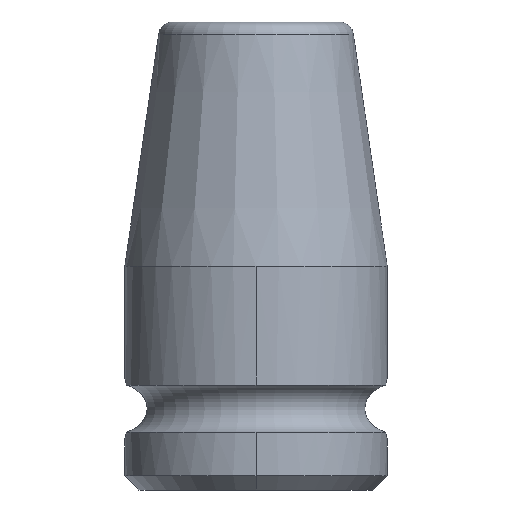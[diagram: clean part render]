
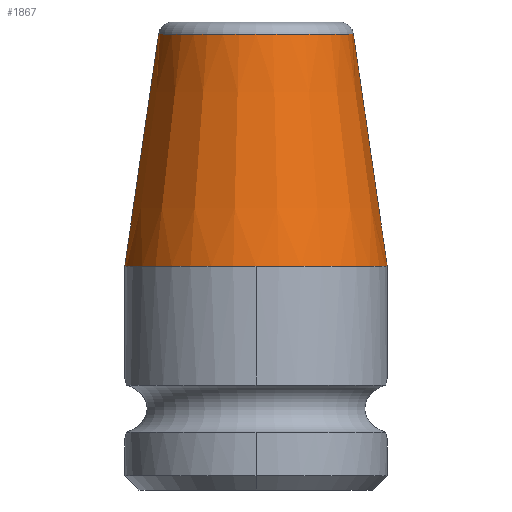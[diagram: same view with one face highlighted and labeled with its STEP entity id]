
A CAD part, left-side view. The second image highlights one B-rep face of the part: STEP entity #1867.
In plain terms, the highlighted conical face has half-angle 8.297 degrees and reference radius 5.619 mm.
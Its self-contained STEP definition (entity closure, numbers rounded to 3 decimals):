
#172=CARTESIAN_POINT('',(0.,0.,11.));
#173=DIRECTION('',(0.,0.,1.));
#174=DIRECTION('',(0.,1.,0.));
#175=AXIS2_PLACEMENT_3D('',#172,#173,#174);
#318=CARTESIAN_POINT('',(0.,0.,11.));
#319=DIRECTION('',(0.,0.,1.));
#320=DIRECTION('',(-1.,0.,0.));
#321=AXIS2_PLACEMENT_3D('',#318,#319,#320);
#826=DIRECTION('',(0.,0.144,-0.99));
#827=VECTOR('',#826,11.522);
#828=CARTESIAN_POINT('',(0.,4.787,
22.401));
#829=LINE('',#828,#827);
#830=DIRECTION('',(0.,-0.144,-0.99));
#831=VECTOR('',#830,11.522);
#832=CARTESIAN_POINT('',(0.,-4.787,
22.401));
#833=LINE('',#832,#831);
#834=CARTESIAN_POINT('',(0.,0.,22.401));
#835=DIRECTION('',(0.,0.,1.));
#836=DIRECTION('',(0.,1.,0.));
#837=AXIS2_PLACEMENT_3D('',#834,#835,#836);
#995=CARTESIAN_POINT('',(0.,6.45,11.));
#996=CARTESIAN_POINT('',(-6.45,0.,11.));
#997=VERTEX_POINT('',#995);
#998=VERTEX_POINT('',#996);
#999=CARTESIAN_POINT('',(0.,-6.45,11.));
#1000=VERTEX_POINT('',#999);
#1007=CARTESIAN_POINT('',(0.,4.787,22.401));
#1008=CARTESIAN_POINT('',(0.,-4.787,22.401));
#1009=VERTEX_POINT('',#1007);
#1010=VERTEX_POINT('',#1008);
#1855=CARTESIAN_POINT('',(0.,0.,16.701));
#1856=DIRECTION('',(0.,0.,-1.));
#1857=DIRECTION('',(0.,-1.,0.));
#1858=AXIS2_PLACEMENT_3D('',#1855,#1856,#1857);
#1859=CONICAL_SURFACE('',#1858,5.619,8.297);
#1860=ORIENTED_EDGE('',*,*,#1820,.T.);
#1861=ORIENTED_EDGE('',*,*,#1850,.T.);
#1862=ORIENTED_EDGE('',*,*,#1200,.F.);
#1863=ORIENTED_EDGE('',*,*,#1133,.F.);
#1864=ORIENTED_EDGE('',*,*,#1846,.F.);
#1865=EDGE_LOOP('',(#1860,#1861,#1862,#1863,#1864));
#1866=FACE_OUTER_BOUND('',#1865,.F.);
#1867=ADVANCED_FACE('',(#1866),#1859,.T.);
#176=CIRCLE('',#175,6.45);
#322=CIRCLE('',#321,6.45);
#838=CIRCLE('',#837,4.787);
#1133=EDGE_CURVE('',#997,#998,#176,.T.);
#1200=EDGE_CURVE('',#998,#1000,#322,.T.);
#1820=EDGE_CURVE('',#1009,#1010,#838,.T.);
#1846=EDGE_CURVE('',#1009,#997,#829,.T.);
#1850=EDGE_CURVE('',#1010,#1000,#833,.T.);
